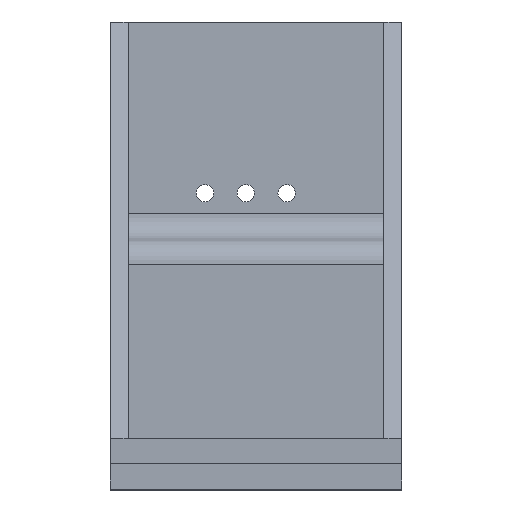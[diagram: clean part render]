
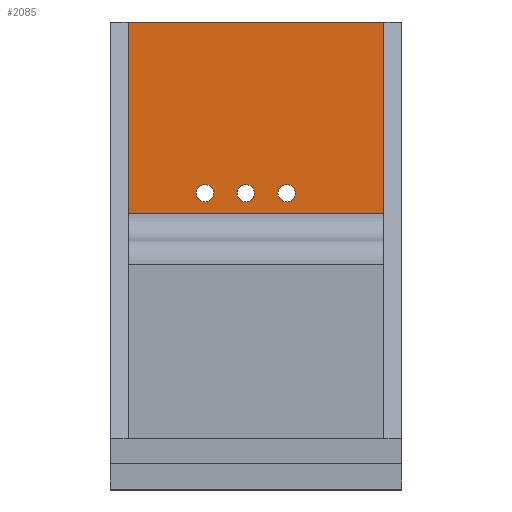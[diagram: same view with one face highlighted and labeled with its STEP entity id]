
A CAD part, top view. The second image highlights one B-rep face of the part: STEP entity #2085.
In plain terms, the highlighted planar face has unit normal (0, 0, 1).
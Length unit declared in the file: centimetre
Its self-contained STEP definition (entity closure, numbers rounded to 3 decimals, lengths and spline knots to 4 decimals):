
#15 = EDGE_CURVE ( 'NONE', #1203, #1815, #1785, .T. ) ;
#20 = CIRCLE ( 'NONE', #1292, 0.17 ) ;
#51 = AXIS2_PLACEMENT_3D ( 'NONE', #1262, #209, #746 ) ;
#63 = DIRECTION ( 'NONE',  ( 0., 0., 1. ) ) ;
#126 = ORIENTED_EDGE ( 'NONE', *, *, #1775, .F. ) ;
#128 = VECTOR ( 'NONE', #259, 100. ) ;
#135 = LINE ( 'NONE', #637, #230 ) ;
#141 = CARTESIAN_POINT ( 'NONE',  ( 1.67, 6.31, -10.6 ) ) ;
#154 = EDGE_LOOP ( 'NONE', ( #628, #1891 ) ) ;
#177 = EDGE_CURVE ( 'NONE', #1815, #1889, #135, .T. ) ;
#180 = DIRECTION ( 'NONE',  ( 1., 0., 0. ) ) ;
#209 = DIRECTION ( 'NONE',  ( 0., 0., 1. ) ) ;
#230 = VECTOR ( 'NONE', #1668, 100. ) ;
#257 = CARTESIAN_POINT ( 'NONE',  ( 0., 5.91, -10.6 ) ) ;
#259 = DIRECTION ( 'NONE',  ( 1., 0., 0. ) ) ;
#284 = FACE_BOUND ( 'NONE', #448, .T. ) ;
#307 = CIRCLE ( 'NONE', #2059, 0.17 ) ;
#333 = CARTESIAN_POINT ( 'NONE',  ( 5., 9.66, -10.6 ) ) ;
#345 = CIRCLE ( 'NONE', #2249, 0.17 ) ;
#384 = ORIENTED_EDGE ( 'NONE', *, *, #177, .T. ) ;
#406 = FACE_OUTER_BOUND ( 'NONE', #561, .T. ) ;
#416 = CIRCLE ( 'NONE', #1664, 0.17 ) ;
#429 = DIRECTION ( 'NONE',  ( 1., 0., 0. ) ) ;
#443 = VECTOR ( 'NONE', #1625, 100. ) ;
#448 = EDGE_LOOP ( 'NONE', ( #678, #947 ) ) ;
#455 = DIRECTION ( 'NONE',  ( 0., 0., 1. ) ) ;
#561 = EDGE_LOOP ( 'NONE', ( #685, #1381, #384, #1485 ) ) ;
#577 = EDGE_CURVE ( 'NONE', #2139, #638, #345, .T. ) ;
#596 = CARTESIAN_POINT ( 'NONE',  ( 1.5, 6.31, -10.6 ) ) ;
#603 = CARTESIAN_POINT ( 'NONE',  ( 5.35, 9.66, -10.6 ) ) ;
#614 = DIRECTION ( 'NONE',  ( 0., 0., 1. ) ) ;
#628 = ORIENTED_EDGE ( 'NONE', *, *, #1224, .F. ) ;
#632 = CARTESIAN_POINT ( 'NONE',  ( 2.47, 6.31, -10.6 ) ) ;
#637 = CARTESIAN_POINT ( 'NONE',  ( 5., 5.41, -10.6 ) ) ;
#638 = VERTEX_POINT ( 'NONE', #141 ) ;
#678 = ORIENTED_EDGE ( 'NONE', *, *, #577, .F. ) ;
#681 = CARTESIAN_POINT ( 'NONE',  ( 5., 5.91, -10.6 ) ) ;
#685 = ORIENTED_EDGE ( 'NONE', *, *, #1993, .T. ) ;
#696 = VECTOR ( 'NONE', #1295, 100. ) ;
#721 = VERTEX_POINT ( 'NONE', #1293 ) ;
#746 = DIRECTION ( 'NONE',  ( 1., 0., 0. ) ) ;
#750 = DIRECTION ( 'NONE',  ( 1., 0., 0. ) ) ;
#764 = CARTESIAN_POINT ( 'NONE',  ( 1.33, 6.31, -10.6 ) ) ;
#770 = CARTESIAN_POINT ( 'NONE',  ( 2.3, 6.31, -10.6 ) ) ;
#782 = VERTEX_POINT ( 'NONE', #860 ) ;
#860 = CARTESIAN_POINT ( 'NONE',  ( 3.27, 6.31, -10.6 ) ) ;
#924 = CARTESIAN_POINT ( 'NONE',  ( 1.5, 6.31, -10.6 ) ) ;
#940 = CARTESIAN_POINT ( 'NONE',  ( 2.93, 6.31, -10.6 ) ) ;
#947 = ORIENTED_EDGE ( 'NONE', *, *, #2187, .F. ) ;
#948 = DIRECTION ( 'NONE',  ( 0., 0., 1. ) ) ;
#974 = CARTESIAN_POINT ( 'NONE',  ( 0., 0., -10.6 ) ) ;
#1013 = EDGE_CURVE ( 'NONE', #1960, #1889, #1435, .T. ) ;
#1076 = LINE ( 'NONE', #1220, #443 ) ;
#1143 = FACE_BOUND ( 'NONE', #1714, .T. ) ;
#1203 = VERTEX_POINT ( 'NONE', #2198 ) ;
#1220 = CARTESIAN_POINT ( 'NONE',  ( 0., 9.66, -10.6 ) ) ;
#1224 = EDGE_CURVE ( 'NONE', #721, #1642, #307, .T. ) ;
#1251 = CARTESIAN_POINT ( 'NONE',  ( 0., 9.66, -10.6 ) ) ;
#1262 = CARTESIAN_POINT ( 'NONE',  ( 3.1, 6.31, -10.6 ) ) ;
#1292 = AXIS2_PLACEMENT_3D ( 'NONE', #1359, #1708, #180 ) ;
#1293 = CARTESIAN_POINT ( 'NONE',  ( 2.13, 6.31, -10.6 ) ) ;
#1295 = DIRECTION ( 'NONE',  ( 1., 0., 0. ) ) ;
#1317 = DIRECTION ( 'NONE',  ( 1., 0., 0. ) ) ;
#1319 = FACE_BOUND ( 'NONE', #154, .T. ) ;
#1359 = CARTESIAN_POINT ( 'NONE',  ( 3.1, 6.31, -10.6 ) ) ;
#1369 = DIRECTION ( 'NONE',  ( 0., 0., 1. ) ) ;
#1381 = ORIENTED_EDGE ( 'NONE', *, *, #15, .T. ) ;
#1400 = AXIS2_PLACEMENT_3D ( 'NONE', #596, #948, #1516 ) ;
#1415 = VERTEX_POINT ( 'NONE', #940 ) ;
#1431 = CIRCLE ( 'NONE', #1400, 0.17 ) ;
#1435 = LINE ( 'NONE', #603, #128 ) ;
#1485 = ORIENTED_EDGE ( 'NONE', *, *, #1013, .F. ) ;
#1505 = DIRECTION ( 'NONE',  ( 1., 0., 0. ) ) ;
#1516 = DIRECTION ( 'NONE',  ( 1., 0., 0. ) ) ;
#1592 = EDGE_CURVE ( 'NONE', #1642, #721, #416, .T. ) ;
#1613 = ORIENTED_EDGE ( 'NONE', *, *, #2010, .F. ) ;
#1625 = DIRECTION ( 'NONE',  ( 0., -1., 0. ) ) ;
#1642 = VERTEX_POINT ( 'NONE', #632 ) ;
#1661 = PLANE ( 'NONE',  #1939 ) ;
#1664 = AXIS2_PLACEMENT_3D ( 'NONE', #770, #455, #1505 ) ;
#1668 = DIRECTION ( 'NONE',  ( 0., 1., 0. ) ) ;
#1708 = DIRECTION ( 'NONE',  ( 0., 0., 1. ) ) ;
#1714 = EDGE_LOOP ( 'NONE', ( #126, #1613 ) ) ;
#1775 = EDGE_CURVE ( 'NONE', #1415, #782, #20, .T. ) ;
#1785 = LINE ( 'NONE', #257, #696 ) ;
#1815 = VERTEX_POINT ( 'NONE', #681 ) ;
#1836 = CIRCLE ( 'NONE', #51, 0.17 ) ;
#1889 = VERTEX_POINT ( 'NONE', #333 ) ;
#1891 = ORIENTED_EDGE ( 'NONE', *, *, #1592, .F. ) ;
#1939 = AXIS2_PLACEMENT_3D ( 'NONE', #974, #614, #429 ) ;
#1960 = VERTEX_POINT ( 'NONE', #1251 ) ;
#1993 = EDGE_CURVE ( 'NONE', #1960, #1203, #1076, .T. ) ;
#2010 = EDGE_CURVE ( 'NONE', #782, #1415, #1836, .T. ) ;
#2048 = CARTESIAN_POINT ( 'NONE',  ( 2.3, 6.31, -10.6 ) ) ;
#2059 = AXIS2_PLACEMENT_3D ( 'NONE', #2048, #1369, #1317 ) ;
#2085 = ADVANCED_FACE ( 'NONE', ( #406, #1143, #1319, #284 ), #1661, .T. ) ;
#2139 = VERTEX_POINT ( 'NONE', #764 ) ;
#2187 = EDGE_CURVE ( 'NONE', #638, #2139, #1431, .T. ) ;
#2198 = CARTESIAN_POINT ( 'NONE',  ( 0., 5.91, -10.6 ) ) ;
#2249 = AXIS2_PLACEMENT_3D ( 'NONE', #924, #63, #750 ) ;
